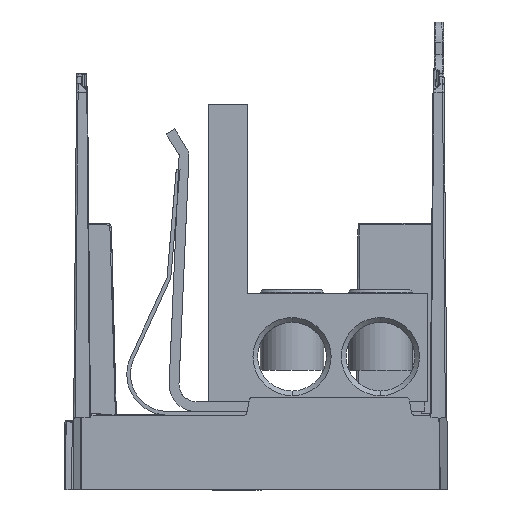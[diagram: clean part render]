
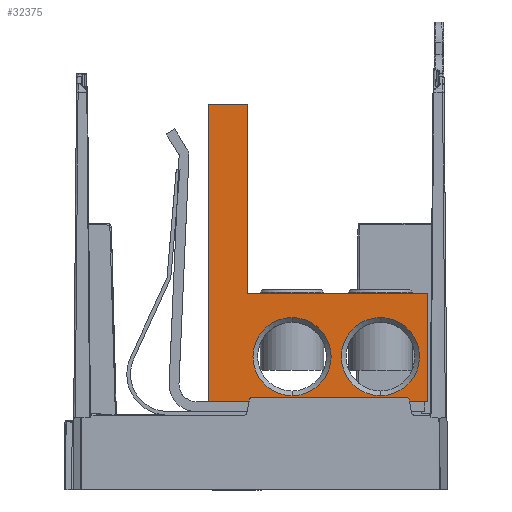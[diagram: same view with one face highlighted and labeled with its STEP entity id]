
A CAD part, left-side view. The second image highlights one B-rep face of the part: STEP entity #32375.
In plain terms, the highlighted planar face has unit normal (1, 0, 0).
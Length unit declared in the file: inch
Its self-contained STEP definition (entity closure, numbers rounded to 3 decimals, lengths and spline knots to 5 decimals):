
#604 = ORIENTED_EDGE ( 'NONE', *, *, #42395, .T. ) ;
#2649 = EDGE_LOOP ( 'NONE', ( #28640, #27933, #5710, #23336, #51345, #53053 ) ) ;
#2880 = AXIS2_PLACEMENT_3D ( 'NONE', #18471, #28162, #5856 ) ;
#2966 = AXIS2_PLACEMENT_3D ( 'NONE', #54031, #13791, #45820 ) ;
#5196 = VERTEX_POINT ( 'NONE', #12880 ) ;
#5710 = ORIENTED_EDGE ( 'NONE', *, *, #36767, .F. ) ;
#5821 = EDGE_LOOP ( 'NONE', ( #604, #44502 ) ) ;
#5856 = DIRECTION ( 'NONE',  ( 0., 0., 1. ) ) ;
#6055 = AXIS2_PLACEMENT_3D ( 'NONE', #33201, #33500, #24397 ) ;
#6303 = LINE ( 'NONE', #19784, #8801 ) ;
#7335 = DIRECTION ( 'NONE',  ( -1., 0., 0. ) ) ;
#8527 = VECTOR ( 'NONE', #19427, 39.37008 ) ;
#8649 = VECTOR ( 'NONE', #42625, 39.37008 ) ;
#8801 = VECTOR ( 'NONE', #23051, 39.37008 ) ;
#8981 = VERTEX_POINT ( 'NONE', #13910 ) ;
#11460 = CARTESIAN_POINT ( 'NONE',  ( -5.64388, -0.11838, 2.89892 ) ) ;
#12705 = VERTEX_POINT ( 'NONE', #11460 ) ;
#12880 = CARTESIAN_POINT ( 'NONE',  ( -5.64388, -0.68038, 0.18731 ) ) ;
#13791 = DIRECTION ( 'NONE',  ( -1., 0., 0. ) ) ;
#13910 = CARTESIAN_POINT ( 'NONE',  ( -5.64388, -2.39938, -0.88208 ) ) ;
#14066 = VERTEX_POINT ( 'NONE', #34253 ) ;
#16555 = VERTEX_POINT ( 'NONE', #56329 ) ;
#17571 = AXIS2_PLACEMENT_3D ( 'NONE', #34612, #7335, #43473 ) ;
#18471 = CARTESIAN_POINT ( 'NONE',  ( -5.64388, -1.80538, -0.31003 ) ) ;
#19123 = VERTEX_POINT ( 'NONE', #45639 ) ;
#19427 = DIRECTION ( 'NONE',  ( 0., 1., 0. ) ) ;
#19750 = AXIS2_PLACEMENT_3D ( 'NONE', #46323, #53743, #31710 ) ;
#19784 = CARTESIAN_POINT ( 'NONE',  ( -5.64388, -0.11838, 2.89892 ) ) ;
#19904 = EDGE_CURVE ( 'NONE', #16555, #22515, #42945, .T. ) ;
#19956 = LINE ( 'NONE', #28191, #8649 ) ;
#22515 = VERTEX_POINT ( 'NONE', #53752 ) ;
#23051 = DIRECTION ( 'NONE',  ( 0., 0., -1. ) ) ;
#23336 = ORIENTED_EDGE ( 'NONE', *, *, #35092, .T. ) ;
#24397 = DIRECTION ( 'NONE',  ( 0., 0., 1. ) ) ;
#26722 = FACE_OUTER_BOUND ( 'NONE', #2649, .T. ) ;
#27933 = ORIENTED_EDGE ( 'NONE', *, *, #29379, .T. ) ;
#28162 = DIRECTION ( 'NONE',  ( -1., 0., 0. ) ) ;
#28191 = CARTESIAN_POINT ( 'NONE',  ( -5.64388, 0.38162, 2.89892 ) ) ;
#28640 = ORIENTED_EDGE ( 'NONE', *, *, #57390, .T. ) ;
#29379 = EDGE_CURVE ( 'NONE', #8981, #38923, #36799, .T. ) ;
#30820 = VERTEX_POINT ( 'NONE', #33512 ) ;
#30827 = PLANE ( 'NONE',  #19750 ) ;
#31107 = EDGE_CURVE ( 'NONE', #22515, #16555, #32865, .T. ) ;
#31710 = DIRECTION ( 'NONE',  ( 0., 1., 0. ) ) ;
#32281 = CIRCLE ( 'NONE', #6055, 0.49734 ) ;
#32375 = ADVANCED_FACE ( 'NONE', ( #39973, #53448, #26722 ), #30827, .T. ) ;
#32790 = DIRECTION ( 'NONE',  ( 0., 0., -1. ) ) ;
#32865 = CIRCLE ( 'NONE', #2880, 0.49734 ) ;
#33068 = VECTOR ( 'NONE', #36676, 39.37008 ) ;
#33201 = CARTESIAN_POINT ( 'NONE',  ( -5.64388, -0.68038, -0.31003 ) ) ;
#33500 = DIRECTION ( 'NONE',  ( -1., 0., 0. ) ) ;
#33512 = CARTESIAN_POINT ( 'NONE',  ( -5.64388, -0.11838, 0.49292 ) ) ;
#33626 = EDGE_CURVE ( 'NONE', #19123, #5196, #52625, .T. ) ;
#34253 = CARTESIAN_POINT ( 'NONE',  ( -5.64388, 0.38162, 2.89892 ) ) ;
#34612 = CARTESIAN_POINT ( 'NONE',  ( -5.64388, -1.80538, -0.31003 ) ) ;
#35092 = EDGE_CURVE ( 'NONE', #14066, #12705, #19956, .T. ) ;
#35370 = EDGE_CURVE ( 'NONE', #30820, #56121, #58124, .T. ) ;
#36676 = DIRECTION ( 'NONE',  ( 0., -1., 0. ) ) ;
#36767 = EDGE_CURVE ( 'NONE', #14066, #38923, #44634, .T. ) ;
#36799 = LINE ( 'NONE', #54707, #8527 ) ;
#36951 = LINE ( 'NONE', #50447, #57646 ) ;
#38149 = EDGE_LOOP ( 'NONE', ( #40963, #54900 ) ) ;
#38923 = VERTEX_POINT ( 'NONE', #41413 ) ;
#39973 = FACE_BOUND ( 'NONE', #38149, .T. ) ;
#40963 = ORIENTED_EDGE ( 'NONE', *, *, #19904, .T. ) ;
#41102 = CARTESIAN_POINT ( 'NONE',  ( -5.64388, 0.38162, 0.49292 ) ) ;
#41413 = CARTESIAN_POINT ( 'NONE',  ( -5.64388, 0.38162, -0.88208 ) ) ;
#42395 = EDGE_CURVE ( 'NONE', #5196, #19123, #32281, .T. ) ;
#42625 = DIRECTION ( 'NONE',  ( 0., -1., 0. ) ) ;
#42945 = CIRCLE ( 'NONE', #17571, 0.49734 ) ;
#43473 = DIRECTION ( 'NONE',  ( 0., 0., 1. ) ) ;
#44502 = ORIENTED_EDGE ( 'NONE', *, *, #33626, .T. ) ;
#44557 = CARTESIAN_POINT ( 'NONE',  ( -5.64388, -2.39938, 0.49292 ) ) ;
#44634 = LINE ( 'NONE', #48733, #46286 ) ;
#45639 = CARTESIAN_POINT ( 'NONE',  ( -5.64388, -0.68038, -0.80737 ) ) ;
#45820 = DIRECTION ( 'NONE',  ( 0., 0., 1. ) ) ;
#46286 = VECTOR ( 'NONE', #54001, 39.37008 ) ;
#46323 = CARTESIAN_POINT ( 'NONE',  ( -5.64388, 0.38162, 2.89892 ) ) ;
#48733 = CARTESIAN_POINT ( 'NONE',  ( -5.64388, 0.38162, -0.88208 ) ) ;
#50447 = CARTESIAN_POINT ( 'NONE',  ( -5.64388, -2.39938, 2.89892 ) ) ;
#51345 = ORIENTED_EDGE ( 'NONE', *, *, #55205, .T. ) ;
#52625 = CIRCLE ( 'NONE', #2966, 0.49734 ) ;
#53053 = ORIENTED_EDGE ( 'NONE', *, *, #35370, .T. ) ;
#53448 = FACE_BOUND ( 'NONE', #5821, .T. ) ;
#53743 = DIRECTION ( 'NONE',  ( 1., 0., 0. ) ) ;
#53752 = CARTESIAN_POINT ( 'NONE',  ( -5.64388, -1.80538, -0.80737 ) ) ;
#54001 = DIRECTION ( 'NONE',  ( 0., 0., -1. ) ) ;
#54031 = CARTESIAN_POINT ( 'NONE',  ( -5.64388, -0.68038, -0.31003 ) ) ;
#54707 = CARTESIAN_POINT ( 'NONE',  ( -5.64388, 0.38162, -0.88208 ) ) ;
#54900 = ORIENTED_EDGE ( 'NONE', *, *, #31107, .T. ) ;
#55205 = EDGE_CURVE ( 'NONE', #12705, #30820, #6303, .T. ) ;
#56121 = VERTEX_POINT ( 'NONE', #44557 ) ;
#56329 = CARTESIAN_POINT ( 'NONE',  ( -5.64388, -1.80538, 0.18731 ) ) ;
#57390 = EDGE_CURVE ( 'NONE', #56121, #8981, #36951, .T. ) ;
#57646 = VECTOR ( 'NONE', #32790, 39.37008 ) ;
#58124 = LINE ( 'NONE', #41102, #33068 ) ;
